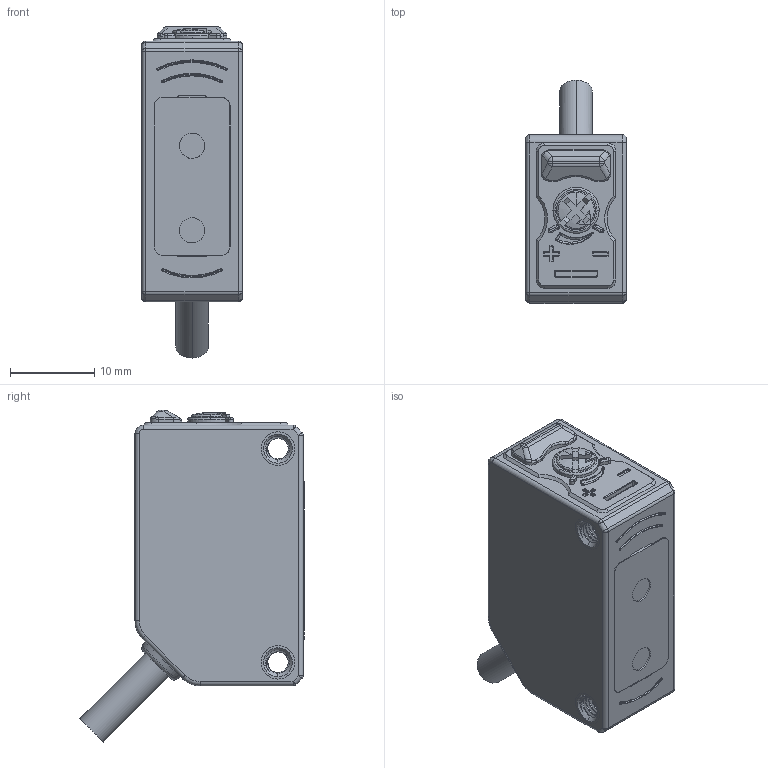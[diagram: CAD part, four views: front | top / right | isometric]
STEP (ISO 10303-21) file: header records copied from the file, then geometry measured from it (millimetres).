
FILE_DESCRIPTION(/* description */ (''),/* implementation_level */ '2;1');
FILE_NAME(/* name */ 'OS10出线型带旋钮_stp.stp',/* time_stamp */ '2025-12-22T13:46:02+08:00',/* author */ (''),/* organization */ (''),/* preprocessor_version */ 'ST-DEVELOPER v20',/* originating_system */ 'SIEMENS PLM Software NX2312.1700',/* authorisation */ '');
FILE_SCHEMA (('AUTOMOTIVE_DESIGN { 1 0 10303 214 3 1 1 1 }'));
Length unit declared in the file: millimetre
Products named in the file (3): 2.sldasm-Part-1; 2.sldasm-Part-2; OS10出线型带旋钮_stp
Assembly tree (2 placements, depth 2):
  OS10出线型带旋钮_stp
    2.sldasm-Part-2
    2.sldasm-Part-1
Bounding box: 12.01 x 26.64 x 39.48 mm (x, y, z)
Volume: 7227.5 mm3; surface area: 3402.7 mm2
Topology: 2 solids, 6 shells, 827 faces, 2300 edges, 1480 vertices
Faces by surface type: cylinder 389, plane 216, torus 95, cone 57, bspline 56, sphere 12, extrusion 2
Entity records: 33343 total; most frequent: CARTESIAN_POINT 14101, ORIENTED_EDGE 4542, DIRECTION 3388, EDGE_CURVE 2271, VERTEX_POINT 1480, AXIS2_PLACEMENT_3D 1246, VECTOR 896, LINE 894
